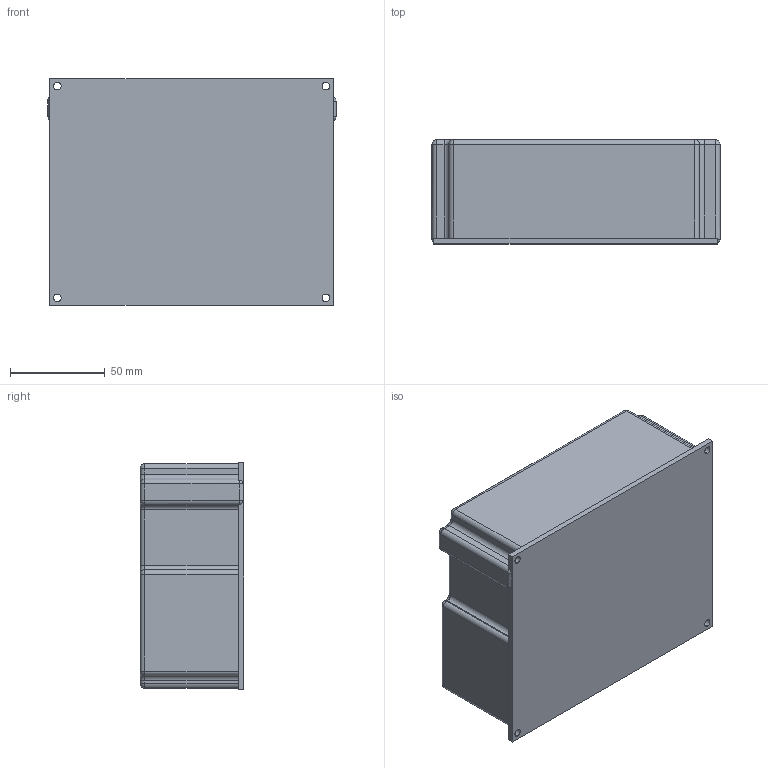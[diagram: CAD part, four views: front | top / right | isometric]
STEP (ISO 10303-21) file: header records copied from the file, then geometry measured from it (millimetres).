
FILE_DESCRIPTION (( 'STEP AP203' ), '1' );
FILE_NAME ('13-018403.step', '2022-01-07T14:39:51', ( '' ), ( '' ), 'SwSTEP 2.0', 'SolidWorks 2021', '' );
FILE_SCHEMA (( 'CONFIG_CONTROL_DESIGN' ));
Length unit declared in the file: millimetre
Products named in the file (1): 13-018403
Bounding box: 152.44 x 55 x 120 mm (x, y, z)
Volume: 867707.8 mm3; surface area: 66798.6 mm2
Topology: 1 solids, 1 shells, 102 faces, 260 edges, 144 vertices
Faces by surface type: cylinder 50, plane 28, sphere 16, torus 8
Entity records: 3029 total; most frequent: DIRECTION 566, CARTESIAN_POINT 491, ORIENTED_EDGE 488, EDGE_CURVE 244, AXIS2_PLACEMENT_3D 219, VERTEX_POINT 144, LINE 128, VECTOR 128
